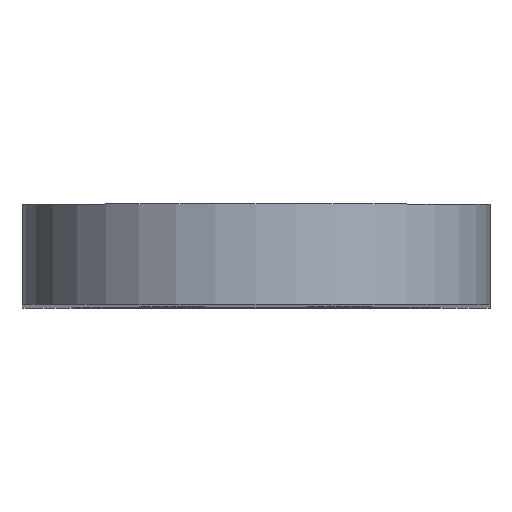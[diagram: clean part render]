
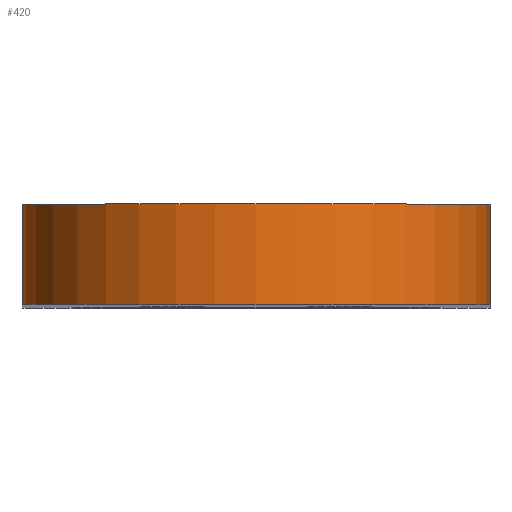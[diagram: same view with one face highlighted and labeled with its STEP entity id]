
A CAD part, top view. The second image highlights one B-rep face of the part: STEP entity #420.
In plain terms, the highlighted cylindrical face has radius 14 mm (diameter 28 mm), a partial arc.
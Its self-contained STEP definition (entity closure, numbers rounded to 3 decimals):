
#55=FACE_OUTER_BOUND('',#82,.T.);
#82=EDGE_LOOP('',(#366,#367,#368,#369));
#113=LINE('',#692,#146);
#120=LINE('',#713,#153);
#146=VECTOR('',#570,10.);
#153=VECTOR('',#591,10.);
#175=CIRCLE('',#470,14.);
#179=CIRCLE('',#479,14.);
#208=VERTEX_POINT('',#689);
#209=VERTEX_POINT('',#691);
#212=VERTEX_POINT('',#699);
#216=VERTEX_POINT('',#711);
#259=EDGE_CURVE('',#209,#208,#113,.T.);
#264=EDGE_CURVE('',#212,#208,#175,.T.);
#270=EDGE_CURVE('',#216,#212,#120,.T.);
#274=EDGE_CURVE('',#216,#209,#179,.T.);
#366=ORIENTED_EDGE('',*,*,#274,.T.);
#367=ORIENTED_EDGE('',*,*,#259,.T.);
#368=ORIENTED_EDGE('',*,*,#264,.F.);
#369=ORIENTED_EDGE('',*,*,#270,.F.);
#400=CYLINDRICAL_SURFACE('',#478,14.);
#420=ADVANCED_FACE('',(#55),#400,.T.);
#470=AXIS2_PLACEMENT_3D('',#701,#578,#579);
#478=AXIS2_PLACEMENT_3D('',#720,#600,#601);
#479=AXIS2_PLACEMENT_3D('',#721,#602,#603);
#570=DIRECTION('',(0.,1.,0.));
#578=DIRECTION('center_axis',(0.,1.,0.));
#579=DIRECTION('ref_axis',(-1.,0.,0.));
#591=DIRECTION('',(0.,1.,0.));
#600=DIRECTION('center_axis',(0.,1.,0.));
#601=DIRECTION('ref_axis',(-1.,0.,0.));
#602=DIRECTION('center_axis',(0.,1.,0.));
#603=DIRECTION('ref_axis',(-1.,0.,0.));
#689=CARTESIAN_POINT('',(14.,6.,0.));
#691=CARTESIAN_POINT('',(14.,0.,0.));
#692=CARTESIAN_POINT('',(14.,0.,0.));
#699=CARTESIAN_POINT('',(-14.,6.,0.));
#701=CARTESIAN_POINT('Origin',(0.,6.,0.));
#711=CARTESIAN_POINT('',(-14.,0.,0.));
#713=CARTESIAN_POINT('',(-14.,0.,0.));
#720=CARTESIAN_POINT('Origin',(0.,0.,0.));
#721=CARTESIAN_POINT('Origin',(0.,0.,0.));
